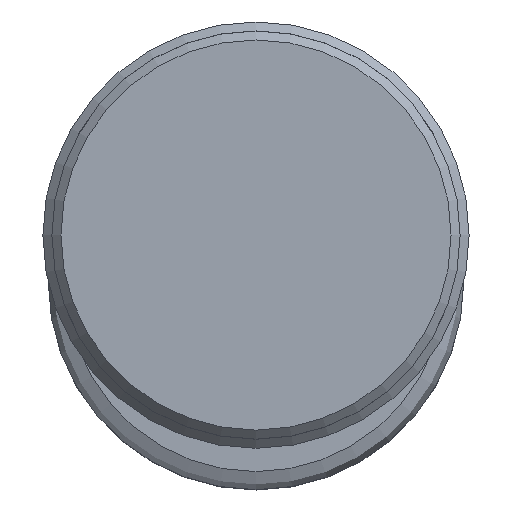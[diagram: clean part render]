
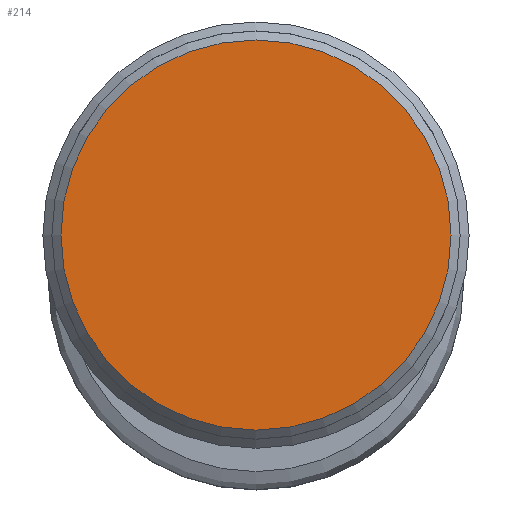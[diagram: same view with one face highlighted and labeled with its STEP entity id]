
A CAD part, top view. The second image highlights one B-rep face of the part: STEP entity #214.
In plain terms, the highlighted planar face has unit normal (0, 0, 1).
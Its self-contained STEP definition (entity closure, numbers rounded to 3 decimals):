
#54=ORIENTED_EDGE('',*,*,#82,.F.);
#82=EDGE_CURVE('',#100,#100,#118,.T.);
#100=VERTEX_POINT('',#385);
#118=CIRCLE('',#258,10.8);
#144=EDGE_LOOP('',(#54));
#180=FACE_BOUND('',#144,.T.);
#203=PLANE('',#257);
#214=ADVANCED_FACE('',(#180),#203,.F.);
#257=AXIS2_PLACEMENT_3D('',#383,#315,#316);
#258=AXIS2_PLACEMENT_3D('',#384,#317,#318);
#315=DIRECTION('',(0.,0.,-1.));
#316=DIRECTION('',(-1.,0.,0.));
#317=DIRECTION('',(0.,0.,-1.));
#318=DIRECTION('',(-1.,0.,0.));
#383=CARTESIAN_POINT('',(-10.8,0.,1500.));
#384=CARTESIAN_POINT('',(0.,0.,1500.));
#385=CARTESIAN_POINT('',(-10.8,0.,1500.));
